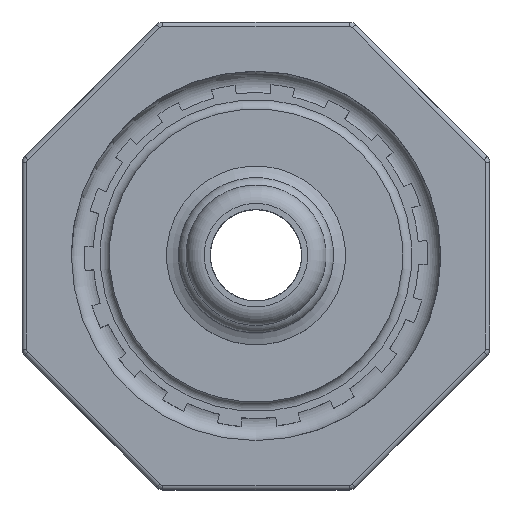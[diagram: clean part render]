
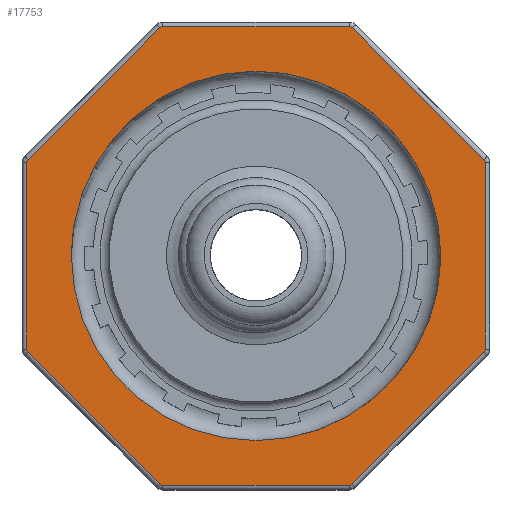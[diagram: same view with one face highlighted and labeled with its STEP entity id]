
A CAD part, top view. The second image highlights one B-rep face of the part: STEP entity #17753.
In plain terms, the highlighted planar face has unit normal (0, 0, 1).
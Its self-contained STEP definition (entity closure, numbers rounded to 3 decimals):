
#667=LINE('',#27999,#2989);
#668=LINE('',#28003,#2990);
#669=LINE('',#28007,#2991);
#670=LINE('',#28011,#2992);
#671=LINE('',#28015,#2993);
#672=LINE('',#28019,#2994);
#673=LINE('',#28023,#2995);
#674=LINE('',#28027,#2996);
#2989=VECTOR('',#20429,1.);
#2990=VECTOR('',#20432,1.);
#2991=VECTOR('',#20435,1.);
#2992=VECTOR('',#20438,1.);
#2993=VECTOR('',#20441,1.);
#2994=VECTOR('',#20444,1.);
#2995=VECTOR('',#20447,1.);
#2996=VECTOR('',#20450,1.);
#4964=FACE_BOUND('',#5990,.T.);
#5010=FACE_OUTER_BOUND('',#5989,.T.);
#5989=EDGE_LOOP('',(#12175,#12176,#12177,#12178,#12179,#12180,#12181,#12182,
#12183,#12184,#12185,#12186,#12187,#12188,#12189,#12190));
#5990=EDGE_LOOP('',(#12191));
#6968=CIRCLE('',#18747,0.5);
#6969=CIRCLE('',#18748,0.5);
#6970=CIRCLE('',#18749,0.5);
#6971=CIRCLE('',#18750,0.5);
#6972=CIRCLE('',#18751,0.5);
#6973=CIRCLE('',#18752,0.5);
#6974=CIRCLE('',#18753,0.5);
#6975=CIRCLE('',#18754,0.5);
#6976=CIRCLE('',#18755,20.125);
#7718=VERTEX_POINT('',#27997);
#7719=VERTEX_POINT('',#27998);
#7720=VERTEX_POINT('',#28000);
#7721=VERTEX_POINT('',#28002);
#7722=VERTEX_POINT('',#28004);
#7723=VERTEX_POINT('',#28006);
#7724=VERTEX_POINT('',#28008);
#7725=VERTEX_POINT('',#28010);
#7726=VERTEX_POINT('',#28012);
#7727=VERTEX_POINT('',#28014);
#7728=VERTEX_POINT('',#28016);
#7729=VERTEX_POINT('',#28018);
#7730=VERTEX_POINT('',#28020);
#7731=VERTEX_POINT('',#28022);
#7732=VERTEX_POINT('',#28024);
#7733=VERTEX_POINT('',#28026);
#7734=VERTEX_POINT('',#28029);
#9491=EDGE_CURVE('',#7718,#7719,#667,.T.);
#9492=EDGE_CURVE('',#7719,#7720,#6968,.T.);
#9493=EDGE_CURVE('',#7720,#7721,#668,.T.);
#9494=EDGE_CURVE('',#7721,#7722,#6969,.T.);
#9495=EDGE_CURVE('',#7722,#7723,#669,.T.);
#9496=EDGE_CURVE('',#7723,#7724,#6970,.T.);
#9497=EDGE_CURVE('',#7724,#7725,#670,.T.);
#9498=EDGE_CURVE('',#7725,#7726,#6971,.T.);
#9499=EDGE_CURVE('',#7726,#7727,#671,.T.);
#9500=EDGE_CURVE('',#7727,#7728,#6972,.T.);
#9501=EDGE_CURVE('',#7728,#7729,#672,.T.);
#9502=EDGE_CURVE('',#7729,#7730,#6973,.T.);
#9503=EDGE_CURVE('',#7730,#7731,#673,.T.);
#9504=EDGE_CURVE('',#7731,#7732,#6974,.T.);
#9505=EDGE_CURVE('',#7732,#7733,#674,.T.);
#9506=EDGE_CURVE('',#7733,#7718,#6975,.T.);
#9507=EDGE_CURVE('',#7734,#7734,#6976,.T.);
#12175=ORIENTED_EDGE('',*,*,#9491,.T.);
#12176=ORIENTED_EDGE('',*,*,#9492,.T.);
#12177=ORIENTED_EDGE('',*,*,#9493,.T.);
#12178=ORIENTED_EDGE('',*,*,#9494,.T.);
#12179=ORIENTED_EDGE('',*,*,#9495,.T.);
#12180=ORIENTED_EDGE('',*,*,#9496,.T.);
#12181=ORIENTED_EDGE('',*,*,#9497,.T.);
#12182=ORIENTED_EDGE('',*,*,#9498,.T.);
#12183=ORIENTED_EDGE('',*,*,#9499,.T.);
#12184=ORIENTED_EDGE('',*,*,#9500,.T.);
#12185=ORIENTED_EDGE('',*,*,#9501,.T.);
#12186=ORIENTED_EDGE('',*,*,#9502,.T.);
#12187=ORIENTED_EDGE('',*,*,#9503,.T.);
#12188=ORIENTED_EDGE('',*,*,#9504,.T.);
#12189=ORIENTED_EDGE('',*,*,#9505,.T.);
#12190=ORIENTED_EDGE('',*,*,#9506,.T.);
#12191=ORIENTED_EDGE('',*,*,#9507,.F.);
#16947=PLANE('',#18746);
#17753=ADVANCED_FACE('',(#5010,#4964),#16947,.T.);
#18746=AXIS2_PLACEMENT_3D('',#27996,#20427,#20428);
#18747=AXIS2_PLACEMENT_3D('',#28001,#20430,#20431);
#18748=AXIS2_PLACEMENT_3D('',#28005,#20433,#20434);
#18749=AXIS2_PLACEMENT_3D('',#28009,#20436,#20437);
#18750=AXIS2_PLACEMENT_3D('',#28013,#20439,#20440);
#18751=AXIS2_PLACEMENT_3D('',#28017,#20442,#20443);
#18752=AXIS2_PLACEMENT_3D('',#28021,#20445,#20446);
#18753=AXIS2_PLACEMENT_3D('',#28025,#20448,#20449);
#18754=AXIS2_PLACEMENT_3D('',#28028,#20451,#20452);
#18755=AXIS2_PLACEMENT_3D('',#28030,#20453,#20454);
#20427=DIRECTION('center_axis',(0.,0.,
1.));
#20428=DIRECTION('ref_axis',(0.,1.,0.));
#20429=DIRECTION('',(0.,1.,0.));
#20430=DIRECTION('center_axis',(0.,0.,
1.));
#20431=DIRECTION('ref_axis',(-1.,0.,0.));
#20432=DIRECTION('',(-0.707,0.707,0.));
#20433=DIRECTION('center_axis',(0.,0.,
1.));
#20434=DIRECTION('ref_axis',(-1.,0.,0.));
#20435=DIRECTION('',(-1.,0.,0.));
#20436=DIRECTION('center_axis',(0.,0.,
1.));
#20437=DIRECTION('ref_axis',(-1.,0.,0.));
#20438=DIRECTION('',(-0.707,-0.707,0.));
#20439=DIRECTION('center_axis',(0.,0.,
1.));
#20440=DIRECTION('ref_axis',(-1.,0.,0.));
#20441=DIRECTION('',(0.,-1.,0.));
#20442=DIRECTION('center_axis',(0.,0.,
1.));
#20443=DIRECTION('ref_axis',(-1.,0.,0.));
#20444=DIRECTION('',(0.707,-0.707,0.));
#20445=DIRECTION('center_axis',(0.,0.,
1.));
#20446=DIRECTION('ref_axis',(-1.,0.,0.));
#20447=DIRECTION('',(1.,0.,0.));
#20448=DIRECTION('center_axis',(0.,0.,
1.));
#20449=DIRECTION('ref_axis',(-1.,0.,0.));
#20450=DIRECTION('',(0.707,0.707,0.));
#20451=DIRECTION('center_axis',(0.,0.,
1.));
#20452=DIRECTION('ref_axis',(-1.,0.,0.));
#20453=DIRECTION('center_axis',(0.,0.,
1.));
#20454=DIRECTION('ref_axis',(-1.,0.,0.));
#27996=CARTESIAN_POINT('Origin',(257.5,463.,40.999));
#27997=CARTESIAN_POINT('',(25.,-10.148,40.999));
#27998=CARTESIAN_POINT('',(25.,10.148,40.999));
#27999=CARTESIAN_POINT('',(25.,463.,40.999));
#28000=CARTESIAN_POINT('',(24.854,10.502,40.999));
#28001=CARTESIAN_POINT('Origin',(24.5,10.148,40.999));
#28002=CARTESIAN_POINT('',(10.502,24.854,40.999));
#28003=CARTESIAN_POINT('',(-85.072,120.428,40.999));
#28004=CARTESIAN_POINT('',(10.148,25.,40.999));
#28005=CARTESIAN_POINT('Origin',(10.148,24.5,40.999));
#28006=CARTESIAN_POINT('',(-10.148,25.,40.999));
#28007=CARTESIAN_POINT('',(257.5,25.,40.999));
#28008=CARTESIAN_POINT('',(-10.502,24.854,40.999));
#28009=CARTESIAN_POINT('Origin',(-10.148,24.5,40.999));
#28010=CARTESIAN_POINT('',(-24.854,10.502,40.999));
#28011=CARTESIAN_POINT('',(342.572,377.928,40.999));
#28012=CARTESIAN_POINT('',(-25.,10.148,40.999));
#28013=CARTESIAN_POINT('Origin',(-24.5,10.148,40.999));
#28014=CARTESIAN_POINT('',(-25.,-10.148,40.999));
#28015=CARTESIAN_POINT('',(-25.,463.,40.999));
#28016=CARTESIAN_POINT('',(-24.854,-10.502,40.999));
#28017=CARTESIAN_POINT('Origin',(-24.5,-10.148,40.999));
#28018=CARTESIAN_POINT('',(-10.502,-24.854,40.999));
#28019=CARTESIAN_POINT('',(-120.428,85.072,40.999));
#28020=CARTESIAN_POINT('',(-10.148,-25.,40.999));
#28021=CARTESIAN_POINT('Origin',(-10.148,-24.5,40.999));
#28022=CARTESIAN_POINT('',(10.148,-25.,40.999));
#28023=CARTESIAN_POINT('',(257.5,-25.,40.999));
#28024=CARTESIAN_POINT('',(10.502,-24.854,40.999));
#28025=CARTESIAN_POINT('Origin',(10.148,-24.5,40.999));
#28026=CARTESIAN_POINT('',(24.854,-10.502,40.999));
#28027=CARTESIAN_POINT('',(377.928,342.572,40.999));
#28028=CARTESIAN_POINT('Origin',(24.5,-10.148,40.999));
#28029=CARTESIAN_POINT('',(-20.125,0.,40.999));
#28030=CARTESIAN_POINT('Origin',(0.,0.,
40.999));
